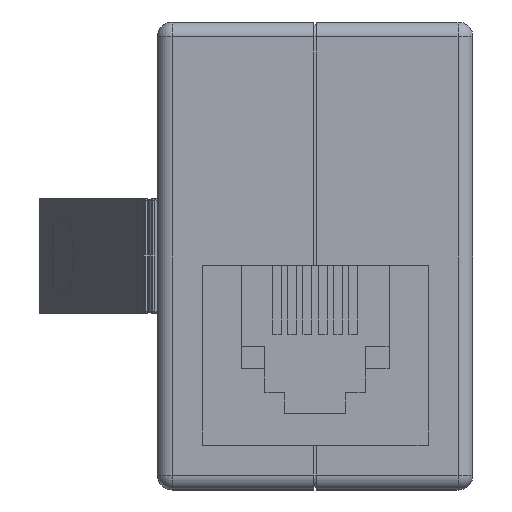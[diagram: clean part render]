
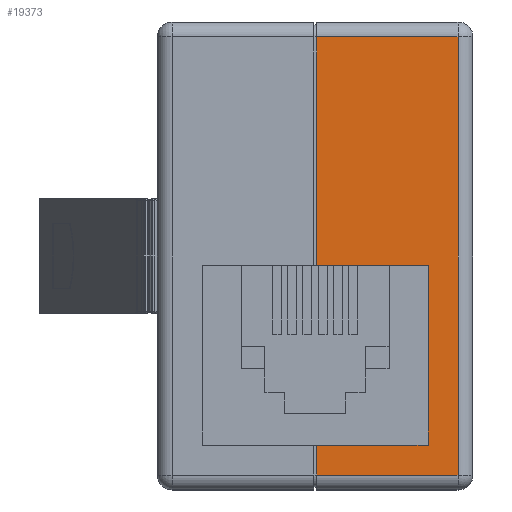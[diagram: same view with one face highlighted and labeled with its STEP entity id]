
A CAD part, left-side view. The second image highlights one B-rep face of the part: STEP entity #19373.
In plain terms, the highlighted planar face has unit normal (-1, 0, 0).
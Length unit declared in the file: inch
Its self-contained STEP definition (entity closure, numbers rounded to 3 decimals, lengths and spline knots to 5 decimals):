
#1215 = LINE ( 'NONE', #9727, #8332 ) ;
#2671 = DIRECTION ( 'NONE',  ( 0., 1., 0. ) ) ;
#2707 = AXIS2_PLACEMENT_3D ( 'NONE', #9931, #17653, #3982 ) ;
#2802 = LINE ( 'NONE', #10517, #22771 ) ;
#2819 = CARTESIAN_POINT ( 'NONE',  ( -2.15, 0.41496, -0.57559 ) ) ;
#3982 = DIRECTION ( 'NONE',  ( 0., 0., -1. ) ) ;
#4388 = CARTESIAN_POINT ( 'NONE',  ( -2.15, -0.37559, 0.61496 ) ) ;
#4809 = DIRECTION ( 'NONE',  ( 0., -1., 0. ) ) ;
#4930 = VERTEX_POINT ( 'NONE', #8857 ) ;
#5209 = ORIENTED_EDGE ( 'NONE', *, *, #6479, .F. ) ;
#5970 = PLANE ( 'NONE',  #2707 ) ;
#6350 = CARTESIAN_POINT ( 'NONE',  ( -2.15, -0.00394, -0.57559 ) ) ;
#6479 = EDGE_CURVE ( 'NONE', #4930, #15778, #2802, .T. ) ;
#7004 = VECTOR ( 'NONE', #2671, 39.37008 ) ;
#7115 = VECTOR ( 'NONE', #4809, 39.37008 ) ;
#8052 = ORIENTED_EDGE ( 'NONE', *, *, #17714, .F. ) ;
#8317 = VERTEX_POINT ( 'NONE', #21280 ) ;
#8332 = VECTOR ( 'NONE', #23316, 39.37008 ) ;
#8612 = DIRECTION ( 'NONE',  ( 0., 0., 1. ) ) ;
#8857 = CARTESIAN_POINT ( 'NONE',  ( -2.15, -0.00394, -0.02441 ) ) ;
#9727 = CARTESIAN_POINT ( 'NONE',  ( -2.15, -0.29685, -0.02441 ) ) ;
#9745 = LINE ( 'NONE', #22189, #7004 ) ;
#9931 = CARTESIAN_POINT ( 'NONE',  ( -2.15, 0.41496, 0.61496 ) ) ;
#10481 = DIRECTION ( 'NONE',  ( 0., 0., 1. ) ) ;
#10517 = CARTESIAN_POINT ( 'NONE',  ( -2.15, -0.00394, -0.57559 ) ) ;
#10697 = VECTOR ( 'NONE', #10481, 39.37008 ) ;
#11678 = EDGE_CURVE ( 'NONE', #8317, #18832, #22169, .T. ) ;
#11970 = CARTESIAN_POINT ( 'NONE',  ( -2.15, -0.00394, -0.49685 ) ) ;
#12124 = DIRECTION ( 'NONE',  ( 0., 0., 1. ) ) ;
#12439 = EDGE_CURVE ( 'NONE', #24369, #4930, #1215, .T. ) ;
#12799 = VECTOR ( 'NONE', #12124, 39.37008 ) ;
#12920 = VERTEX_POINT ( 'NONE', #13636 ) ;
#13636 = CARTESIAN_POINT ( 'NONE',  ( -2.15, -0.29685, -0.49685 ) ) ;
#13669 = EDGE_CURVE ( 'NONE', #22825, #15778, #9745, .T. ) ;
#14819 = EDGE_LOOP ( 'NONE', ( #8052, #19042, #24300, #21109, #5209, #25024, #19492, #15195 ) ) ;
#15195 = ORIENTED_EDGE ( 'NONE', *, *, #20810, .F. ) ;
#15541 = CARTESIAN_POINT ( 'NONE',  ( -2.15, -0.37559, 0.57559 ) ) ;
#15778 = VERTEX_POINT ( 'NONE', #20879 ) ;
#17149 = VERTEX_POINT ( 'NONE', #11970 ) ;
#17653 = DIRECTION ( 'NONE',  ( 1., 0., 0. ) ) ;
#17713 = FACE_OUTER_BOUND ( 'NONE', #14819, .T. ) ;
#17714 = EDGE_CURVE ( 'NONE', #8317, #17149, #19852, .T. ) ;
#17864 = LINE ( 'NONE', #4388, #23104 ) ;
#18200 = VECTOR ( 'NONE', #18906, 39.37008 ) ;
#18523 = LINE ( 'NONE', #24521, #18200 ) ;
#18832 = VERTEX_POINT ( 'NONE', #24585 ) ;
#18906 = DIRECTION ( 'NONE',  ( 0., -1., 0. ) ) ;
#19042 = ORIENTED_EDGE ( 'NONE', *, *, #11678, .T. ) ;
#19373 = ADVANCED_FACE ( 'NONE', ( #17713 ), #5970, .F. ) ;
#19492 = ORIENTED_EDGE ( 'NONE', *, *, #23076, .F. ) ;
#19852 = LINE ( 'NONE', #6350, #12799 ) ;
#20102 = CARTESIAN_POINT ( 'NONE',  ( -2.15, -0.29685, -0.02441 ) ) ;
#20227 = CARTESIAN_POINT ( 'NONE',  ( -2.15, -0.29685, -0.02441 ) ) ;
#20440 = DIRECTION ( 'NONE',  ( 0., 0., 1. ) ) ;
#20810 = EDGE_CURVE ( 'NONE', #17149, #12920, #18523, .T. ) ;
#20879 = CARTESIAN_POINT ( 'NONE',  ( -2.15, -0.00394, 0.57559 ) ) ;
#21109 = ORIENTED_EDGE ( 'NONE', *, *, #13669, .T. ) ;
#21280 = CARTESIAN_POINT ( 'NONE',  ( -2.15, -0.00394, -0.57559 ) ) ;
#21458 = EDGE_CURVE ( 'NONE', #18832, #22825, #17864, .T. ) ;
#22169 = LINE ( 'NONE', #2819, #7115 ) ;
#22189 = CARTESIAN_POINT ( 'NONE',  ( -2.15, 0.41496, 0.57559 ) ) ;
#22771 = VECTOR ( 'NONE', #8612, 39.37008 ) ;
#22825 = VERTEX_POINT ( 'NONE', #15541 ) ;
#23076 = EDGE_CURVE ( 'NONE', #12920, #24369, #24249, .T. ) ;
#23104 = VECTOR ( 'NONE', #20440, 39.37008 ) ;
#23316 = DIRECTION ( 'NONE',  ( 0., 1., 0. ) ) ;
#24249 = LINE ( 'NONE', #20102, #10697 ) ;
#24300 = ORIENTED_EDGE ( 'NONE', *, *, #21458, .T. ) ;
#24369 = VERTEX_POINT ( 'NONE', #20227 ) ;
#24521 = CARTESIAN_POINT ( 'NONE',  ( -2.15, -0.29685, -0.49685 ) ) ;
#24585 = CARTESIAN_POINT ( 'NONE',  ( -2.15, -0.37559, -0.57559 ) ) ;
#25024 = ORIENTED_EDGE ( 'NONE', *, *, #12439, .F. ) ;
